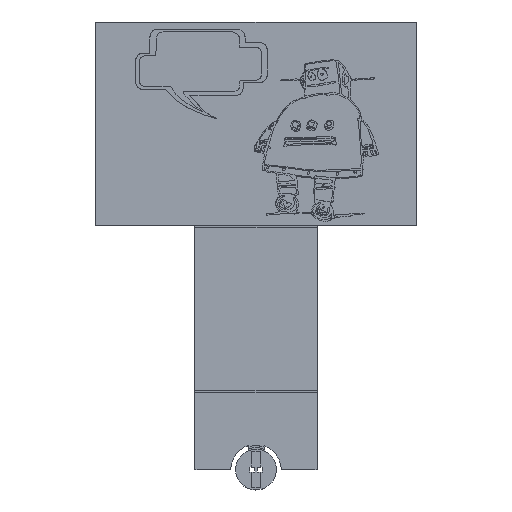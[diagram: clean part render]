
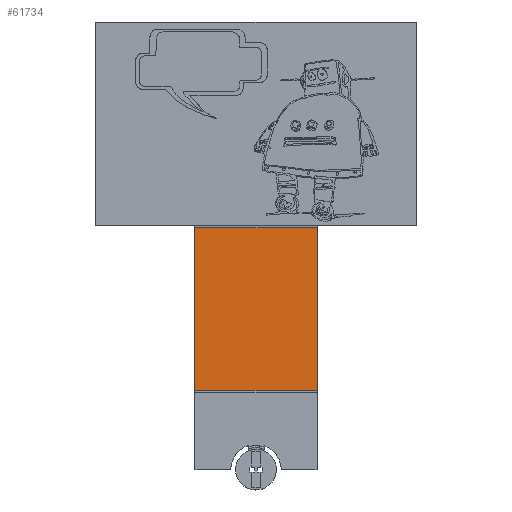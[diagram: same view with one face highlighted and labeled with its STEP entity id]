
A CAD part, top view. The second image highlights one B-rep face of the part: STEP entity #61734.
In plain terms, the highlighted planar face has unit normal (0, 0, 1).
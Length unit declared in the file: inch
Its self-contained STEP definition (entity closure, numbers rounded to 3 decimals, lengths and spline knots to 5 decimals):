
#61695=CARTESIAN_POINT('',(0.,-2.75,0.025));
#61696=DIRECTION('',(0.0,0.0,1.0));
#61697=DIRECTION('',(1.0,0.0,0.0));
#61698=AXIS2_PLACEMENT_3D('',#61695,#61696,#61697);
#61699=PLANE('',#61698);
#61700=CARTESIAN_POINT('',(0.75,-1.275,0.025));
#61701=VERTEX_POINT('',#61700);
#61702=CARTESIAN_POINT('',(-0.75,-1.275,0.025));
#61703=VERTEX_POINT('',#61702);
#61704=CARTESIAN_POINT('',(0.75,-1.275,0.025));
#61705=DIRECTION('',(-1.0,0.0,0.0));
#61706=VECTOR('',#61705,1.5);
#61707=LINE('',#61704,#61706);
#61708=EDGE_CURVE('',#61701,#61703,#61707,.T.);
#61709=ORIENTED_EDGE('',*,*,#61708,.T.);
#61710=CARTESIAN_POINT('',(-0.75,-3.275,0.025));
#61711=VERTEX_POINT('',#61710);
#61712=CARTESIAN_POINT('',(-0.75,-3.275,0.025));
#61713=DIRECTION('',(0.0,1.0,0.0));
#61714=VECTOR('',#61713,2.0);
#61715=LINE('',#61712,#61714);
#61716=EDGE_CURVE('',#61711,#61703,#61715,.T.);
#61717=ORIENTED_EDGE('',*,*,#61716,.F.);
#61718=CARTESIAN_POINT('',(0.75,-3.275,0.025));
#61719=VERTEX_POINT('',#61718);
#61720=CARTESIAN_POINT('',(-0.75,-3.275,0.025));
#61721=DIRECTION('',(1.0,0.0,0.0));
#61722=VECTOR('',#61721,1.5);
#61723=LINE('',#61720,#61722);
#61724=EDGE_CURVE('',#61711,#61719,#61723,.T.);
#61725=ORIENTED_EDGE('',*,*,#61724,.T.);
#61726=CARTESIAN_POINT('',(0.75,-1.275,0.025));
#61727=DIRECTION('',(0.0,-1.0,0.0));
#61728=VECTOR('',#61727,2.);
#61729=LINE('',#61726,#61728);
#61730=EDGE_CURVE('',#61701,#61719,#61729,.T.);
#61731=ORIENTED_EDGE('',*,*,#61730,.F.);
#61732=EDGE_LOOP('',(#61709,#61717,#61725,#61731));
#61733=FACE_OUTER_BOUND('',#61732,.T.);
#61734=ADVANCED_FACE('',(#61733),#61699,.T.);
